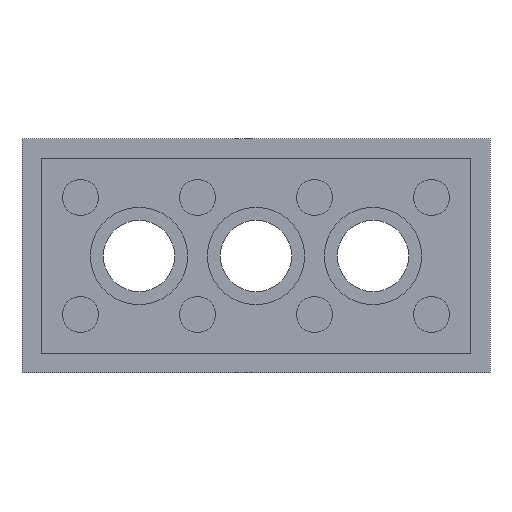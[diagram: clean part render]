
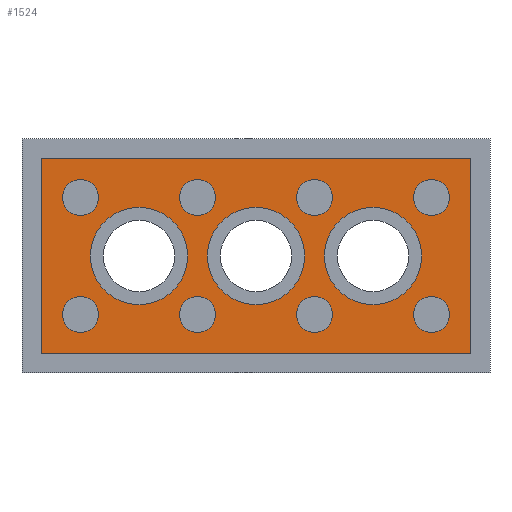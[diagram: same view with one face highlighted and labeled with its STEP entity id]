
A CAD part, front view. The second image highlights one B-rep face of the part: STEP entity #1524.
In plain terms, the highlighted planar face has unit normal (0, -1, 0).
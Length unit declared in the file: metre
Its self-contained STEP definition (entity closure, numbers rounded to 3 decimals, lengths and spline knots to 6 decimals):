
#351=DIRECTION('',(0.,0.,-1.));
#352=VECTOR('',#351,0.01306);
#353=CARTESIAN_POINT('',(-0.00127,0.001914,-0.00127));
#354=LINE('',#353,#352);
#355=DIRECTION('',(-1.,0.,0.));
#356=VECTOR('',#355,0.02866);
#357=CARTESIAN_POINT('',(-0.00127,0.001914,-0.01433));
#358=LINE('',#357,#356);
#359=DIRECTION('',(0.,0.,1.));
#360=VECTOR('',#359,0.01306);
#361=CARTESIAN_POINT('',(-0.02993,0.001914,-0.01433));
#362=LINE('',#361,#360);
#363=DIRECTION('',(1.,0.,0.));
#364=VECTOR('',#363,0.02866);
#365=CARTESIAN_POINT('',(-0.02993,0.001914,-0.00127));
#366=LINE('',#365,#364);
#367=CARTESIAN_POINT('',(-0.0039,0.001914,-0.0039));
#368=DIRECTION('',(0.,1.,0.));
#369=DIRECTION('',(1.,0.,0.));
#370=AXIS2_PLACEMENT_3D('',#367,#368,#369);
#372=CARTESIAN_POINT('',(-0.0039,0.001914,-0.0039));
#373=DIRECTION('',(0.,1.,0.));
#374=DIRECTION('',(-1.,0.,0.));
#375=AXIS2_PLACEMENT_3D('',#372,#373,#374);
#377=CARTESIAN_POINT('',(-0.0117,0.001914,-0.0039));
#378=DIRECTION('',(0.,1.,0.));
#379=DIRECTION('',(1.,0.,0.));
#380=AXIS2_PLACEMENT_3D('',#377,#378,#379);
#382=CARTESIAN_POINT('',(-0.0117,0.001914,-0.0039));
#383=DIRECTION('',(0.,1.,0.));
#384=DIRECTION('',(-1.,0.,0.));
#385=AXIS2_PLACEMENT_3D('',#382,#383,#384);
#387=CARTESIAN_POINT('',(-0.0039,0.001914,-0.0117));
#388=DIRECTION('',(0.,1.,0.));
#389=DIRECTION('',(1.,0.,0.));
#390=AXIS2_PLACEMENT_3D('',#387,#388,#389);
#392=CARTESIAN_POINT('',(-0.0039,0.001914,-0.0117));
#393=DIRECTION('',(0.,1.,0.));
#394=DIRECTION('',(-1.,0.,0.));
#395=AXIS2_PLACEMENT_3D('',#392,#393,#394);
#397=CARTESIAN_POINT('',(-0.0117,0.001914,-0.0117));
#398=DIRECTION('',(0.,1.,0.));
#399=DIRECTION('',(1.,0.,0.));
#400=AXIS2_PLACEMENT_3D('',#397,#398,#399);
#402=CARTESIAN_POINT('',(-0.0117,0.001914,-0.0117));
#403=DIRECTION('',(0.,1.,0.));
#404=DIRECTION('',(-1.,0.,0.));
#405=AXIS2_PLACEMENT_3D('',#402,#403,#404);
#407=CARTESIAN_POINT('',(-0.0195,0.001914,-0.0039));
#408=DIRECTION('',(0.,1.,0.));
#409=DIRECTION('',(1.,0.,0.));
#410=AXIS2_PLACEMENT_3D('',#407,#408,#409);
#412=CARTESIAN_POINT('',(-0.0195,0.001914,-0.0039));
#413=DIRECTION('',(0.,1.,0.));
#414=DIRECTION('',(-1.,0.,0.));
#415=AXIS2_PLACEMENT_3D('',#412,#413,#414);
#417=CARTESIAN_POINT('',(-0.0273,0.001914,-0.0039));
#418=DIRECTION('',(0.,1.,0.));
#419=DIRECTION('',(1.,0.,0.));
#420=AXIS2_PLACEMENT_3D('',#417,#418,#419);
#422=CARTESIAN_POINT('',(-0.0273,0.001914,-0.0039));
#423=DIRECTION('',(0.,1.,0.));
#424=DIRECTION('',(-1.,0.,0.));
#425=AXIS2_PLACEMENT_3D('',#422,#423,#424);
#427=CARTESIAN_POINT('',(-0.0195,0.001914,-0.0117));
#428=DIRECTION('',(0.,1.,0.));
#429=DIRECTION('',(1.,0.,0.));
#430=AXIS2_PLACEMENT_3D('',#427,#428,#429);
#432=CARTESIAN_POINT('',(-0.0195,0.001914,-0.0117));
#433=DIRECTION('',(0.,1.,0.));
#434=DIRECTION('',(-1.,0.,0.));
#435=AXIS2_PLACEMENT_3D('',#432,#433,#434);
#437=CARTESIAN_POINT('',(-0.0273,0.001914,-0.0117));
#438=DIRECTION('',(0.,1.,0.));
#439=DIRECTION('',(1.,0.,0.));
#440=AXIS2_PLACEMENT_3D('',#437,#438,#439);
#442=CARTESIAN_POINT('',(-0.0273,0.001914,-0.0117));
#443=DIRECTION('',(0.,1.,0.));
#444=DIRECTION('',(-1.,0.,0.));
#445=AXIS2_PLACEMENT_3D('',#442,#443,#444);
#447=CARTESIAN_POINT('',(-0.0078,0.001914,-0.0078));
#448=DIRECTION('',(0.,-1.,0.));
#449=DIRECTION('',(-1.,0.,0.));
#450=AXIS2_PLACEMENT_3D('',#447,#448,#449);
#452=CARTESIAN_POINT('',(-0.0078,0.001914,-0.0078));
#453=DIRECTION('',(0.,-1.,0.));
#454=DIRECTION('',(1.,0.,0.));
#455=AXIS2_PLACEMENT_3D('',#452,#453,#454);
#457=CARTESIAN_POINT('',(-0.0156,0.001914,-0.0078));
#458=DIRECTION('',(0.,-1.,0.));
#459=DIRECTION('',(-1.,0.,0.));
#460=AXIS2_PLACEMENT_3D('',#457,#458,#459);
#462=CARTESIAN_POINT('',(-0.0156,0.001914,-0.0078));
#463=DIRECTION('',(0.,-1.,0.));
#464=DIRECTION('',(1.,0.,0.));
#465=AXIS2_PLACEMENT_3D('',#462,#463,#464);
#467=CARTESIAN_POINT('',(-0.0234,0.001914,-0.0078));
#468=DIRECTION('',(0.,-1.,0.));
#469=DIRECTION('',(-1.,0.,0.));
#470=AXIS2_PLACEMENT_3D('',#467,#468,#469);
#472=CARTESIAN_POINT('',(-0.0234,0.001914,-0.0078));
#473=DIRECTION('',(0.,-1.,0.));
#474=DIRECTION('',(1.,0.,0.));
#475=AXIS2_PLACEMENT_3D('',#472,#473,#474);
#729=CARTESIAN_POINT('',(-0.00127,0.001914,-0.00127));
#730=CARTESIAN_POINT('',(-0.00127,0.001914,-0.01433));
#731=VERTEX_POINT('',#729);
#732=VERTEX_POINT('',#730);
#733=CARTESIAN_POINT('',(-0.02993,0.001914,-0.01433));
#734=VERTEX_POINT('',#733);
#735=CARTESIAN_POINT('',(-0.02993,0.001914,-0.00127));
#736=VERTEX_POINT('',#735);
#757=CARTESIAN_POINT('',(-0.002706,0.001914,-0.0039));
#758=CARTESIAN_POINT('',(-0.005094,0.001914,-0.0039));
#759=VERTEX_POINT('',#757);
#760=VERTEX_POINT('',#758);
#773=CARTESIAN_POINT('',(-0.010506,0.001914,-0.0039));
#774=CARTESIAN_POINT('',(-0.012894,0.001914,-0.0039));
#775=VERTEX_POINT('',#773);
#776=VERTEX_POINT('',#774);
#789=CARTESIAN_POINT('',(-0.002706,0.001914,-0.0117));
#790=CARTESIAN_POINT('',(-0.005094,0.001914,-0.0117));
#791=VERTEX_POINT('',#789);
#792=VERTEX_POINT('',#790);
#805=CARTESIAN_POINT('',(-0.010506,0.001914,-0.0117));
#806=CARTESIAN_POINT('',(-0.012894,0.001914,-0.0117));
#807=VERTEX_POINT('',#805);
#808=VERTEX_POINT('',#806);
#821=CARTESIAN_POINT('',(-0.018306,0.001914,-0.0039));
#822=CARTESIAN_POINT('',(-0.020694,0.001914,-0.0039));
#823=VERTEX_POINT('',#821);
#824=VERTEX_POINT('',#822);
#837=CARTESIAN_POINT('',(-0.026106,0.001914,-0.0039));
#838=CARTESIAN_POINT('',(-0.028494,0.001914,-0.0039));
#839=VERTEX_POINT('',#837);
#840=VERTEX_POINT('',#838);
#853=CARTESIAN_POINT('',(-0.018306,0.001914,-0.0117));
#854=CARTESIAN_POINT('',(-0.020694,0.001914,-0.0117));
#855=VERTEX_POINT('',#853);
#856=VERTEX_POINT('',#854);
#869=CARTESIAN_POINT('',(-0.026106,0.001914,-0.0117));
#870=CARTESIAN_POINT('',(-0.028494,0.001914,-0.0117));
#871=VERTEX_POINT('',#869);
#872=VERTEX_POINT('',#870);
#877=CARTESIAN_POINT('',(-0.011039,0.001914,-0.0078));
#878=CARTESIAN_POINT('',(-0.004562,0.001914,-0.0078));
#879=VERTEX_POINT('',#877);
#880=VERTEX_POINT('',#878);
#893=CARTESIAN_POINT('',(-0.018839,0.001914,-0.0078));
#894=CARTESIAN_POINT('',(-0.012362,0.001914,-0.0078));
#895=VERTEX_POINT('',#893);
#896=VERTEX_POINT('',#894);
#909=CARTESIAN_POINT('',(-0.026639,0.001914,-0.0078));
#910=CARTESIAN_POINT('',(-0.020162,0.001914,-0.0078));
#911=VERTEX_POINT('',#909);
#912=VERTEX_POINT('',#910);
#1444=CARTESIAN_POINT('',(-0.0312,0.001914,0.));
#1445=DIRECTION('',(0.,1.,0.));
#1446=DIRECTION('',(1.,0.,0.));
#1447=AXIS2_PLACEMENT_3D('',#1444,#1445,#1446);
#1448=PLANE('',#1447);
#1450=ORIENTED_EDGE('',*,*,#1449,.T.);
#1452=ORIENTED_EDGE('',*,*,#1451,.T.);
#1454=ORIENTED_EDGE('',*,*,#1453,.T.);
#1456=ORIENTED_EDGE('',*,*,#1455,.T.);
#1457=EDGE_LOOP('',(#1450,#1452,#1454,#1456));
#1458=FACE_OUTER_BOUND('',#1457,.F.);
#1460=ORIENTED_EDGE('',*,*,#1459,.F.);
#1462=ORIENTED_EDGE('',*,*,#1461,.F.);
#1463=EDGE_LOOP('',(#1460,#1462));
#1464=FACE_BOUND('',#1463,.F.);
#1466=ORIENTED_EDGE('',*,*,#1465,.F.);
#1468=ORIENTED_EDGE('',*,*,#1467,.F.);
#1469=EDGE_LOOP('',(#1466,#1468));
#1470=FACE_BOUND('',#1469,.F.);
#1472=ORIENTED_EDGE('',*,*,#1471,.F.);
#1474=ORIENTED_EDGE('',*,*,#1473,.F.);
#1475=EDGE_LOOP('',(#1472,#1474));
#1476=FACE_BOUND('',#1475,.F.);
#1478=ORIENTED_EDGE('',*,*,#1477,.F.);
#1480=ORIENTED_EDGE('',*,*,#1479,.F.);
#1481=EDGE_LOOP('',(#1478,#1480));
#1482=FACE_BOUND('',#1481,.F.);
#1484=ORIENTED_EDGE('',*,*,#1483,.F.);
#1486=ORIENTED_EDGE('',*,*,#1485,.F.);
#1487=EDGE_LOOP('',(#1484,#1486));
#1488=FACE_BOUND('',#1487,.F.);
#1490=ORIENTED_EDGE('',*,*,#1489,.F.);
#1492=ORIENTED_EDGE('',*,*,#1491,.F.);
#1493=EDGE_LOOP('',(#1490,#1492));
#1494=FACE_BOUND('',#1493,.F.);
#1496=ORIENTED_EDGE('',*,*,#1495,.F.);
#1498=ORIENTED_EDGE('',*,*,#1497,.F.);
#1499=EDGE_LOOP('',(#1496,#1498));
#1500=FACE_BOUND('',#1499,.F.);
#1502=ORIENTED_EDGE('',*,*,#1501,.F.);
#1504=ORIENTED_EDGE('',*,*,#1503,.F.);
#1505=EDGE_LOOP('',(#1502,#1504));
#1506=FACE_BOUND('',#1505,.F.);
#1507=ORIENTED_EDGE('',*,*,#1434,.T.);
#1509=ORIENTED_EDGE('',*,*,#1508,.T.);
#1510=EDGE_LOOP('',(#1507,#1509));
#1511=FACE_BOUND('',#1510,.F.);
#1513=ORIENTED_EDGE('',*,*,#1512,.T.);
#1515=ORIENTED_EDGE('',*,*,#1514,.T.);
#1516=EDGE_LOOP('',(#1513,#1515));
#1517=FACE_BOUND('',#1516,.F.);
#1519=ORIENTED_EDGE('',*,*,#1518,.T.);
#1521=ORIENTED_EDGE('',*,*,#1520,.T.);
#1522=EDGE_LOOP('',(#1519,#1521));
#1523=FACE_BOUND('',#1522,.F.);
#1524=ADVANCED_FACE('',(#1458,#1464,#1470,#1476,#1482,#1488,#1494,#1500,#1506,
#1511,#1517,#1523),#1448,.F.);
#371=CIRCLE('',#370,0.001194);
#376=CIRCLE('',#375,0.001194);
#381=CIRCLE('',#380,0.001194);
#386=CIRCLE('',#385,0.001194);
#391=CIRCLE('',#390,0.001194);
#396=CIRCLE('',#395,0.001194);
#401=CIRCLE('',#400,0.001194);
#406=CIRCLE('',#405,0.001194);
#411=CIRCLE('',#410,0.001194);
#416=CIRCLE('',#415,0.001194);
#421=CIRCLE('',#420,0.001194);
#426=CIRCLE('',#425,0.001194);
#431=CIRCLE('',#430,0.001194);
#436=CIRCLE('',#435,0.001194);
#441=CIRCLE('',#440,0.001194);
#446=CIRCLE('',#445,0.001194);
#451=CIRCLE('',#450,0.003239);
#456=CIRCLE('',#455,0.003239);
#461=CIRCLE('',#460,0.003239);
#466=CIRCLE('',#465,0.003239);
#471=CIRCLE('',#470,0.003239);
#476=CIRCLE('',#475,0.003239);
#1434=EDGE_CURVE('',#879,#880,#451,.T.);
#1449=EDGE_CURVE('',#731,#732,#354,.T.);
#1451=EDGE_CURVE('',#732,#734,#358,.T.);
#1453=EDGE_CURVE('',#734,#736,#362,.T.);
#1455=EDGE_CURVE('',#736,#731,#366,.T.);
#1459=EDGE_CURVE('',#759,#760,#371,.T.);
#1461=EDGE_CURVE('',#760,#759,#376,.T.);
#1465=EDGE_CURVE('',#775,#776,#381,.T.);
#1467=EDGE_CURVE('',#776,#775,#386,.T.);
#1471=EDGE_CURVE('',#791,#792,#391,.T.);
#1473=EDGE_CURVE('',#792,#791,#396,.T.);
#1477=EDGE_CURVE('',#807,#808,#401,.T.);
#1479=EDGE_CURVE('',#808,#807,#406,.T.);
#1483=EDGE_CURVE('',#823,#824,#411,.T.);
#1485=EDGE_CURVE('',#824,#823,#416,.T.);
#1489=EDGE_CURVE('',#839,#840,#421,.T.);
#1491=EDGE_CURVE('',#840,#839,#426,.T.);
#1495=EDGE_CURVE('',#855,#856,#431,.T.);
#1497=EDGE_CURVE('',#856,#855,#436,.T.);
#1501=EDGE_CURVE('',#871,#872,#441,.T.);
#1503=EDGE_CURVE('',#872,#871,#446,.T.);
#1508=EDGE_CURVE('',#880,#879,#456,.T.);
#1512=EDGE_CURVE('',#895,#896,#461,.T.);
#1514=EDGE_CURVE('',#896,#895,#466,.T.);
#1518=EDGE_CURVE('',#911,#912,#471,.T.);
#1520=EDGE_CURVE('',#912,#911,#476,.T.);
